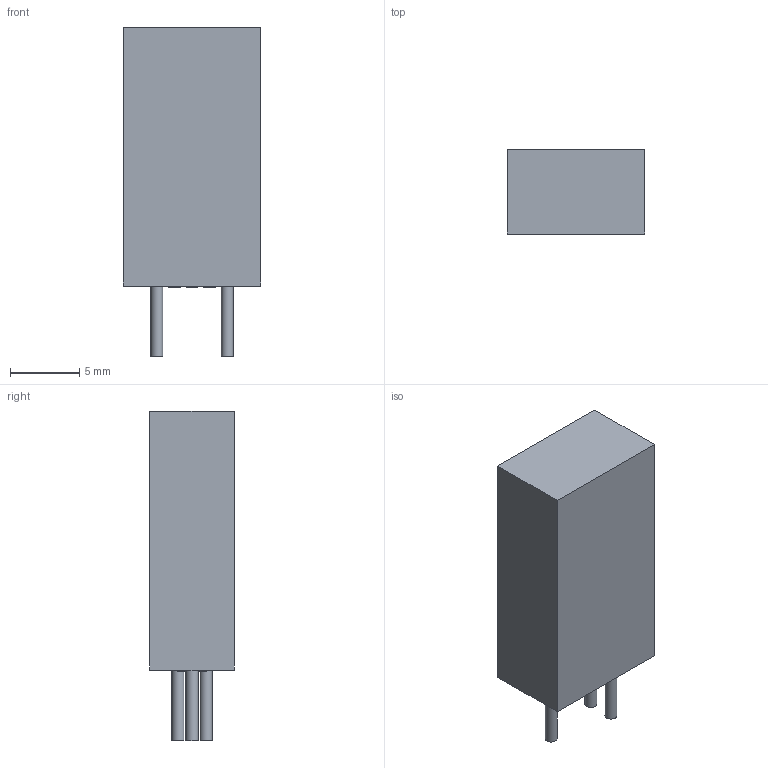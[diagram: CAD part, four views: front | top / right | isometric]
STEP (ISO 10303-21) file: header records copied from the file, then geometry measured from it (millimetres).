
FILE_DESCRIPTION(('FreeCAD Model'),'2;1');
FILE_NAME('966060.1.1.stp','2020-04-09T17:31:52',( 'Author'),(''),'Open CASCADE STEP processor 6.9','FreeCAD','Unknown' );
FILE_SCHEMA(('AUTOMOTIVE_DESIGN { 1 0 10303 214 1 1 1 1 }'));
Length unit declared in the file: millimetre
Products named in the file (4): ASSEMBLY; Body; Pins; Leads
Assembly tree (5 placements, depth 2):
  ASSEMBLY
    Body
    Pins
    Leads  x3
Bounding box: 9.91 x 6.1 x 23.77 mm (x, y, z)
Volume: 1154.8 mm3; surface area: 862.6 mm2
Topology: 16 solids, 16 shells, 51 faces, 57 edges, 38 vertices
Faces by surface type: plane 36, cylinder 15
Full cylindrical faces by diameter (mm): 0.863 x6, 0.867 x9
Entity records: 1315 total; most frequent: DIRECTION 213, CARTESIAN_POINT 182, LINE 81, VECTOR 81, ORIENTED_EDGE 78, PCURVE 78, DEFINITIONAL_REPRESENTATION 78, AXIS2_PLACEMENT_3D 57
